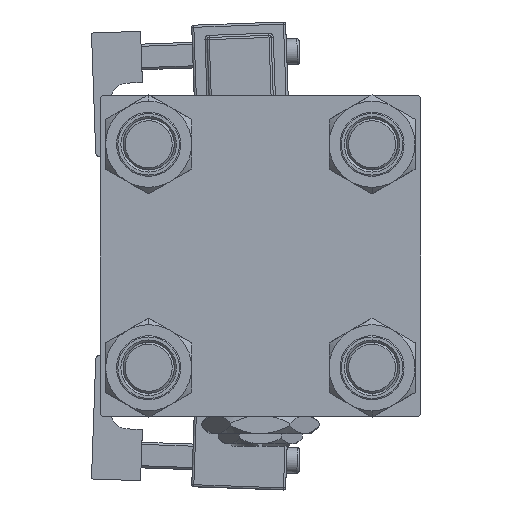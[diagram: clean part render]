
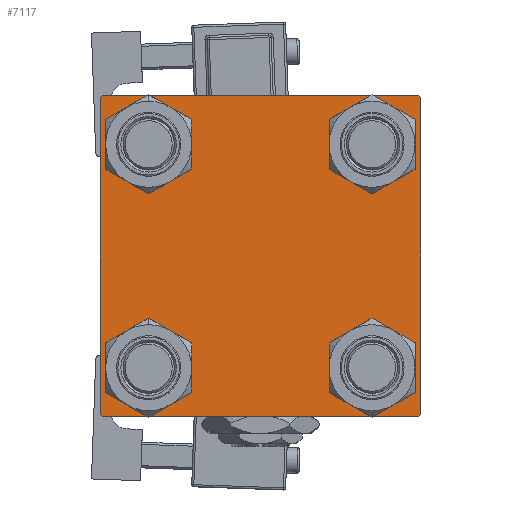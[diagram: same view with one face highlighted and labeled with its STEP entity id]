
A CAD part, left-side view. The second image highlights one B-rep face of the part: STEP entity #7117.
In plain terms, the highlighted planar face has unit normal (-1, 0, 0).
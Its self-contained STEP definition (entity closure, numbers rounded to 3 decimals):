
#773 = EDGE_CURVE ( 'NONE', #8414, #20806, #5343, .T. ) ;
#875 = CARTESIAN_POINT ( 'NONE',  ( 0., 26.15, -32.65 ) ) ;
#1627 = DIRECTION ( 'NONE',  ( 0., 0., 1. ) ) ;
#1653 = DIRECTION ( 'NONE',  ( 1., 0., 0. ) ) ;
#1921 = DIRECTION ( 'NONE',  ( 0., -1., 0. ) ) ;
#2215 = ORIENTED_EDGE ( 'NONE', *, *, #11342, .T. ) ;
#2929 = EDGE_LOOP ( 'NONE', ( #2215, #6569 ) ) ;
#4053 = VECTOR ( 'NONE', #34078, 1000. ) ;
#4748 = DIRECTION ( 'NONE',  ( 0., 0., -1. ) ) ;
#5084 = CARTESIAN_POINT ( 'NONE',  ( 0., -37.5, -37. ) ) ;
#5343 = LINE ( 'NONE', #40906, #20025 ) ;
#5344 = CARTESIAN_POINT ( 'NONE',  ( 0., 26.15, -26.15 ) ) ;
#5791 = VECTOR ( 'NONE', #11817, 1000. ) ;
#6569 = ORIENTED_EDGE ( 'NONE', *, *, #36195, .T. ) ;
#6626 = EDGE_LOOP ( 'NONE', ( #38702, #22208 ) ) ;
#6800 = CARTESIAN_POINT ( 'NONE',  ( 0., 0., 0. ) ) ;
#7083 = DIRECTION ( 'NONE',  ( -1., 0., 0. ) ) ;
#7117 = ADVANCED_FACE ( 'NONE', ( #28447, #45781, #40964, #37260, #7356 ), #24740, .T. ) ;
#7356 = FACE_OUTER_BOUND ( 'NONE', #27048, .T. ) ;
#7538 = DIRECTION ( 'NONE',  ( 1., 0., 0. ) ) ;
#7644 = ORIENTED_EDGE ( 'NONE', *, *, #51517, .T. ) ;
#8093 = DIRECTION ( 'NONE',  ( 1., 0., 0. ) ) ;
#8194 = VERTEX_POINT ( 'NONE', #5084 ) ;
#8397 = VECTOR ( 'NONE', #13356, 1000. ) ;
#8414 = VERTEX_POINT ( 'NONE', #33790 ) ;
#8536 = CIRCLE ( 'NONE', #37615, 6.5 ) ;
#8637 = VECTOR ( 'NONE', #35255, 1000. ) ;
#8779 = EDGE_CURVE ( 'NONE', #39537, #18428, #8536, .T. ) ;
#9943 = AXIS2_PLACEMENT_3D ( 'NONE', #30832, #28154, #36417 ) ;
#10278 = AXIS2_PLACEMENT_3D ( 'NONE', #6800, #7083, #32999 ) ;
#10638 = CIRCLE ( 'NONE', #16979, 6.5 ) ;
#11113 = VECTOR ( 'NONE', #27167, 1000. ) ;
#11342 = EDGE_CURVE ( 'NONE', #20391, #16816, #15890, .T. ) ;
#11817 = DIRECTION ( 'NONE',  ( 0., 0., -1. ) ) ;
#12649 = DIRECTION ( 'NONE',  ( 0., 0., 1. ) ) ;
#12676 = VERTEX_POINT ( 'NONE', #20691 ) ;
#13161 = ORIENTED_EDGE ( 'NONE', *, *, #19667, .F. ) ;
#13356 = DIRECTION ( 'NONE',  ( 0., -0.707, 0.707 ) ) ;
#15294 = CARTESIAN_POINT ( 'NONE',  ( 0., 26.15, 26.15 ) ) ;
#15666 = AXIS2_PLACEMENT_3D ( 'NONE', #25216, #7538, #50802 ) ;
#15890 = CIRCLE ( 'NONE', #38640, 6.5 ) ;
#16386 = EDGE_CURVE ( 'NONE', #33496, #8194, #26439, .T. ) ;
#16523 = EDGE_CURVE ( 'NONE', #12676, #21227, #48329, .T. ) ;
#16701 = LINE ( 'NONE', #37492, #4053 ) ;
#16816 = VERTEX_POINT ( 'NONE', #17829 ) ;
#16917 = CARTESIAN_POINT ( 'NONE',  ( 0., 26.15, -26.15 ) ) ;
#16979 = AXIS2_PLACEMENT_3D ( 'NONE', #20313, #25160, #20027 ) ;
#17086 = VECTOR ( 'NONE', #42927, 1000. ) ;
#17355 = ORIENTED_EDGE ( 'NONE', *, *, #47540, .T. ) ;
#17559 = CARTESIAN_POINT ( 'NONE',  ( 0., -37.5, 37.5 ) ) ;
#17829 = CARTESIAN_POINT ( 'NONE',  ( 0., -26.15, 19.65 ) ) ;
#18428 = VERTEX_POINT ( 'NONE', #39821 ) ;
#18528 = CARTESIAN_POINT ( 'NONE',  ( 0., 37.5, 37. ) ) ;
#19128 = EDGE_LOOP ( 'NONE', ( #51238, #54630 ) ) ;
#19667 = EDGE_CURVE ( 'NONE', #46200, #8194, #47715, .T. ) ;
#19751 = CARTESIAN_POINT ( 'NONE',  ( 0., -37., -37.5 ) ) ;
#20025 = VECTOR ( 'NONE', #1921, 1000. ) ;
#20027 = DIRECTION ( 'NONE',  ( 0., 0., 1. ) ) ;
#20313 = CARTESIAN_POINT ( 'NONE',  ( 0., 26.15, 26.15 ) ) ;
#20391 = VERTEX_POINT ( 'NONE', #23799 ) ;
#20602 = EDGE_CURVE ( 'NONE', #45769, #22648, #54786, .T. ) ;
#20691 = CARTESIAN_POINT ( 'NONE',  ( 0., 26.15, 19.65 ) ) ;
#20806 = VERTEX_POINT ( 'NONE', #35700 ) ;
#21027 = ORIENTED_EDGE ( 'NONE', *, *, #773, .F. ) ;
#21227 = VERTEX_POINT ( 'NONE', #24736 ) ;
#22160 = CARTESIAN_POINT ( 'NONE',  ( 0., -37.25, -37.25 ) ) ;
#22208 = ORIENTED_EDGE ( 'NONE', *, *, #16523, .T. ) ;
#22242 = EDGE_CURVE ( 'NONE', #18428, #39537, #46746, .T. ) ;
#22497 = ORIENTED_EDGE ( 'NONE', *, *, #47731, .T. ) ;
#22648 = VERTEX_POINT ( 'NONE', #55252 ) ;
#23562 = CARTESIAN_POINT ( 'NONE',  ( 0., 37.5, -37.5 ) ) ;
#23799 = CARTESIAN_POINT ( 'NONE',  ( 0., -26.15, 32.65 ) ) ;
#24050 = AXIS2_PLACEMENT_3D ( 'NONE', #5344, #49156, #49433 ) ;
#24736 = CARTESIAN_POINT ( 'NONE',  ( 0., 26.15, 32.65 ) ) ;
#24740 = PLANE ( 'NONE',  #10278 ) ;
#25160 = DIRECTION ( 'NONE',  ( 1., 0., 0. ) ) ;
#25216 = CARTESIAN_POINT ( 'NONE',  ( 0., -26.15, -26.15 ) ) ;
#26278 = CIRCLE ( 'NONE', #9943, 6.5 ) ;
#26299 = VERTEX_POINT ( 'NONE', #34443 ) ;
#26439 = LINE ( 'NONE', #22160, #8397 ) ;
#27048 = EDGE_LOOP ( 'NONE', ( #31167, #7644, #52917, #44445, #13161, #22497, #21027, #55162 ) ) ;
#27148 = DIRECTION ( 'NONE',  ( 1., 0., 0. ) ) ;
#27167 = DIRECTION ( 'NONE',  ( 0., 0.707, 0.707 ) ) ;
#27538 = EDGE_CURVE ( 'NONE', #21227, #12676, #10638, .T. ) ;
#27815 = CARTESIAN_POINT ( 'NONE',  ( 0., -26.15, -26.15 ) ) ;
#28154 = DIRECTION ( 'NONE',  ( 1., 0., 0. ) ) ;
#28447 = FACE_BOUND ( 'NONE', #2929, .T. ) ;
#29005 = CARTESIAN_POINT ( 'NONE',  ( 0., 37.25, 37.25 ) ) ;
#29063 = ORIENTED_EDGE ( 'NONE', *, *, #33043, .T. ) ;
#30587 = CARTESIAN_POINT ( 'NONE',  ( 0., -26.15, 26.15 ) ) ;
#30832 = CARTESIAN_POINT ( 'NONE',  ( 0., -26.15, 26.15 ) ) ;
#31167 = ORIENTED_EDGE ( 'NONE', *, *, #20602, .T. ) ;
#31379 = VERTEX_POINT ( 'NONE', #51796 ) ;
#32999 = DIRECTION ( 'NONE',  ( 0., 0., 1. ) ) ;
#33043 = EDGE_CURVE ( 'NONE', #31379, #26299, #39767, .T. ) ;
#33496 = VERTEX_POINT ( 'NONE', #19751 ) ;
#33760 = EDGE_CURVE ( 'NONE', #8414, #45769, #44950, .T. ) ;
#33790 = CARTESIAN_POINT ( 'NONE',  ( 0., 37., 37.5 ) ) ;
#34029 = CARTESIAN_POINT ( 'NONE',  ( 0., 37.5, 37.5 ) ) ;
#34078 = DIRECTION ( 'NONE',  ( 0., -0.707, -0.707 ) ) ;
#34443 = CARTESIAN_POINT ( 'NONE',  ( 0., -26.15, -32.65 ) ) ;
#35255 = DIRECTION ( 'NONE',  ( 0., -1., 0. ) ) ;
#35271 = CARTESIAN_POINT ( 'NONE',  ( 0., -37.5, 37. ) ) ;
#35700 = CARTESIAN_POINT ( 'NONE',  ( 0., -37., 37.5 ) ) ;
#36195 = EDGE_CURVE ( 'NONE', #16816, #20391, #26278, .T. ) ;
#36417 = DIRECTION ( 'NONE',  ( 0., 0., 1. ) ) ;
#36812 = LINE ( 'NONE', #40521, #11113 ) ;
#37260 = FACE_BOUND ( 'NONE', #6626, .T. ) ;
#37492 = CARTESIAN_POINT ( 'NONE',  ( 0., 37.25, -37.25 ) ) ;
#37615 = AXIS2_PLACEMENT_3D ( 'NONE', #16917, #8093, #12649 ) ;
#38640 = AXIS2_PLACEMENT_3D ( 'NONE', #30587, #27148, #39377 ) ;
#38702 = ORIENTED_EDGE ( 'NONE', *, *, #27538, .T. ) ;
#39377 = DIRECTION ( 'NONE',  ( 0., 0., 1. ) ) ;
#39537 = VERTEX_POINT ( 'NONE', #875 ) ;
#39767 = CIRCLE ( 'NONE', #54293, 6.5 ) ;
#39821 = CARTESIAN_POINT ( 'NONE',  ( 0., 26.15, -19.65 ) ) ;
#40202 = CIRCLE ( 'NONE', #15666, 6.5 ) ;
#40321 = DIRECTION ( 'NONE',  ( 1., 0., 0. ) ) ;
#40521 = CARTESIAN_POINT ( 'NONE',  ( 0., -37.25, 37.25 ) ) ;
#40906 = CARTESIAN_POINT ( 'NONE',  ( 0., 37.5, 37.5 ) ) ;
#40964 = FACE_BOUND ( 'NONE', #19128, .T. ) ;
#42663 = EDGE_LOOP ( 'NONE', ( #29063, #17355 ) ) ;
#42908 = AXIS2_PLACEMENT_3D ( 'NONE', #15294, #1653, #45452 ) ;
#42927 = DIRECTION ( 'NONE',  ( 0., 0.707, -0.707 ) ) ;
#44445 = ORIENTED_EDGE ( 'NONE', *, *, #16386, .T. ) ;
#44950 = LINE ( 'NONE', #29005, #17086 ) ;
#45189 = LINE ( 'NONE', #23562, #8637 ) ;
#45452 = DIRECTION ( 'NONE',  ( 0., 0., 1. ) ) ;
#45769 = VERTEX_POINT ( 'NONE', #18528 ) ;
#45781 = FACE_BOUND ( 'NONE', #42663, .T. ) ;
#46200 = VERTEX_POINT ( 'NONE', #35271 ) ;
#46746 = CIRCLE ( 'NONE', #24050, 6.5 ) ;
#47540 = EDGE_CURVE ( 'NONE', #26299, #31379, #40202, .T. ) ;
#47715 = LINE ( 'NONE', #17559, #48439 ) ;
#47731 = EDGE_CURVE ( 'NONE', #46200, #20806, #36812, .T. ) ;
#48329 = CIRCLE ( 'NONE', #42908, 6.5 ) ;
#48439 = VECTOR ( 'NONE', #4748, 1000. ) ;
#49156 = DIRECTION ( 'NONE',  ( 1., 0., 0. ) ) ;
#49433 = DIRECTION ( 'NONE',  ( 0., 0., 1. ) ) ;
#50802 = DIRECTION ( 'NONE',  ( 0., 0., 1. ) ) ;
#51238 = ORIENTED_EDGE ( 'NONE', *, *, #22242, .T. ) ;
#51517 = EDGE_CURVE ( 'NONE', #22648, #54102, #16701, .T. ) ;
#51796 = CARTESIAN_POINT ( 'NONE',  ( 0., -26.15, -19.65 ) ) ;
#52917 = ORIENTED_EDGE ( 'NONE', *, *, #55988, .T. ) ;
#54102 = VERTEX_POINT ( 'NONE', #54259 ) ;
#54259 = CARTESIAN_POINT ( 'NONE',  ( 0., 37., -37.5 ) ) ;
#54293 = AXIS2_PLACEMENT_3D ( 'NONE', #27815, #40321, #1627 ) ;
#54630 = ORIENTED_EDGE ( 'NONE', *, *, #8779, .T. ) ;
#54786 = LINE ( 'NONE', #34029, #5791 ) ;
#55162 = ORIENTED_EDGE ( 'NONE', *, *, #33760, .T. ) ;
#55252 = CARTESIAN_POINT ( 'NONE',  ( 0., 37.5, -37. ) ) ;
#55988 = EDGE_CURVE ( 'NONE', #54102, #33496, #45189, .T. ) ;
